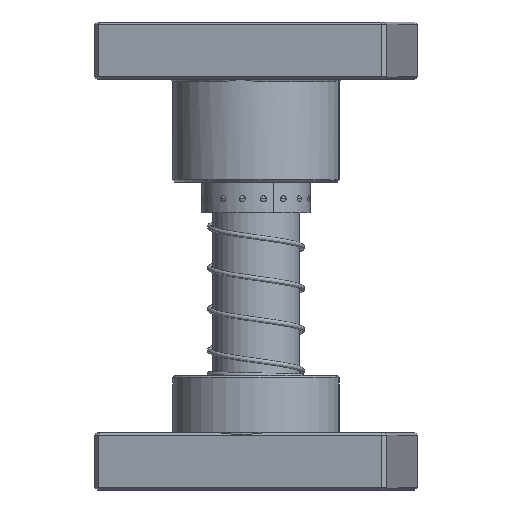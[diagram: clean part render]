
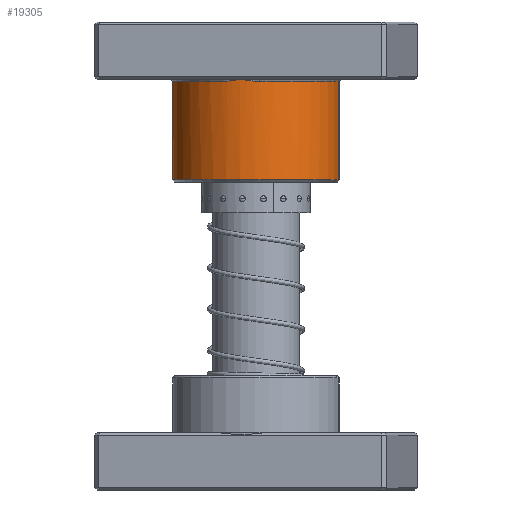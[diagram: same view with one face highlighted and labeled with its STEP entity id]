
A CAD part, front view. The second image highlights one B-rep face of the part: STEP entity #19305.
In plain terms, the highlighted cylindrical face has radius 36.5 mm (diameter 73 mm), a partial arc.
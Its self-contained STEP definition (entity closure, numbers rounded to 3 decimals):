
#748 = AXIS2_PLACEMENT_3D ( 'NONE', #32785, #36284, #29157 ) ;
#1721 = CIRCLE ( 'NONE', #31516, 36.5 ) ;
#2141 = DIRECTION ( 'NONE',  ( 1., 0., 0. ) ) ;
#2337 = CARTESIAN_POINT ( 'NONE',  ( 0.701, -36.495, 25.118 ) ) ;
#2679 = CARTESIAN_POINT ( 'NONE',  ( 36.5, 0., 26. ) ) ;
#3272 = B_SPLINE_CURVE_WITH_KNOTS ( 'NONE', 3,
 ( #26383, #40651, #2337, #26842, #5862, #30326, #9397, #33810, #12912, #37311, #16417, #40800 ),
 .UNSPECIFIED., .F., .F.,
 ( 4, 2, 2, 2, 2, 4 ),
 ( 0., 0.001, 0.002, 0.004, 0.006, 0.008 ),
 .UNSPECIFIED. ) ;
#3443 = AXIS2_PLACEMENT_3D ( 'NONE', #43984, #23174, #2141 ) ;
#4013 = CARTESIAN_POINT ( 'NONE',  ( -8.373, -35.527, 26. ) ) ;
#4329 = CARTESIAN_POINT ( 'NONE',  ( -36.5, 0., 26. ) ) ;
#4333 = ORIENTED_EDGE ( 'NONE', *, *, #23035, .T. ) ;
#4911 = VECTOR ( 'NONE', #15569, 1000. ) ;
#5862 = CARTESIAN_POINT ( 'NONE',  ( 1.75, -36.46, 25.291 ) ) ;
#7653 = DIRECTION ( 'NONE',  ( 0., 0., 1. ) ) ;
#8900 = CIRCLE ( 'NONE', #3443, 36.5 ) ;
#9397 = CARTESIAN_POINT ( 'NONE',  ( 3.495, -36.339, 25.565 ) ) ;
#9979 = VERTEX_POINT ( 'NONE', #38828 ) ;
#10235 = ORIENTED_EDGE ( 'NONE', *, *, #13170, .T. ) ;
#11413 = DIRECTION ( 'NONE',  ( 0., 0., -1. ) ) ;
#12698 = VERTEX_POINT ( 'NONE', #17221 ) ;
#12701 = ORIENTED_EDGE ( 'NONE', *, *, #17870, .F. ) ;
#12912 = CARTESIAN_POINT ( 'NONE',  ( 5.587, -36.077, 25.837 ) ) ;
#13170 = EDGE_CURVE ( 'NONE', #41965, #29482, #45206, .T. ) ;
#13505 = VECTOR ( 'NONE', #11413, 1000. ) ;
#13623 = VERTEX_POINT ( 'NONE', #2679 ) ;
#14218 = LINE ( 'NONE', #25431, #4911 ) ;
#15165 = ORIENTED_EDGE ( 'NONE', *, *, #33065, .T. ) ;
#15569 = DIRECTION ( 'NONE',  ( 0., 0., -1. ) ) ;
#16417 = CARTESIAN_POINT ( 'NONE',  ( 7.68, -35.69, 26. ) ) ;
#16959 = EDGE_CURVE ( 'NONE', #12698, #13623, #1721, .T. ) ;
#17221 = CARTESIAN_POINT ( 'NONE',  ( 8.373, -35.527, 26. ) ) ;
#17336 = CARTESIAN_POINT ( 'NONE',  ( -5.587, -36.077, 25.837 ) ) ;
#17539 = EDGE_LOOP ( 'NONE', ( #12701, #43546, #4333, #10235, #15165, #17908, #26061 ) ) ;
#17867 = LINE ( 'NONE', #28846, #13505 ) ;
#17870 = EDGE_CURVE ( 'NONE', #18670, #13623, #14218, .T. ) ;
#17908 = ORIENTED_EDGE ( 'NONE', *, *, #32973, .T. ) ;
#18670 = VERTEX_POINT ( 'NONE', #27447 ) ;
#19305 = ADVANCED_FACE ( 'NONE', ( #43760 ), #42659, .T. ) ;
#20821 = CARTESIAN_POINT ( 'NONE',  ( 0., 0., 26. ) ) ;
#20881 = CARTESIAN_POINT ( 'NONE',  ( -2.798, -36.42, 25.47 ) ) ;
#23035 = EDGE_CURVE ( 'NONE', #37747, #41965, #17867, .T. ) ;
#23174 = DIRECTION ( 'NONE',  ( 0., 0., -1. ) ) ;
#24355 = DIRECTION ( 'NONE',  ( 1., 0., 0. ) ) ;
#24410 = CARTESIAN_POINT ( 'NONE',  ( 0., -36.5, 25. ) ) ;
#25431 = CARTESIAN_POINT ( 'NONE',  ( 36.5, 0., 70. ) ) ;
#26061 = ORIENTED_EDGE ( 'NONE', *, *, #16959, .T. ) ;
#26383 = CARTESIAN_POINT ( 'NONE',  ( 0., -36.5, 25. ) ) ;
#26842 = CARTESIAN_POINT ( 'NONE',  ( 1.4, -36.475, 25.234 ) ) ;
#27444 = CARTESIAN_POINT ( 'NONE',  ( -7.68, -35.69, 26. ) ) ;
#27447 = CARTESIAN_POINT ( 'NONE',  ( 36.5, 0., 69. ) ) ;
#28571 = B_SPLINE_CURVE_WITH_KNOTS ( 'NONE', 3,
 ( #34424, #27444, #38233, #17336, #41712, #20881, #45185, #24410 ),
 .UNSPECIFIED., .F., .F.,
 ( 4, 2, 2, 4 ),
 ( 0., 0.002, 0.004, 0.009 ),
 .UNSPECIFIED. ) ;
#28590 = CARTESIAN_POINT ( 'NONE',  ( 0., 0., 26. ) ) ;
#28846 = CARTESIAN_POINT ( 'NONE',  ( -36.5, 0., 70. ) ) ;
#29157 = DIRECTION ( 'NONE',  ( -1., 0., 0. ) ) ;
#29482 = VERTEX_POINT ( 'NONE', #4013 ) ;
#30326 = CARTESIAN_POINT ( 'NONE',  ( 2.798, -36.399, 25.459 ) ) ;
#30735 = CARTESIAN_POINT ( 'NONE',  ( -36.5, 0., 69. ) ) ;
#31516 = AXIS2_PLACEMENT_3D ( 'NONE', #28590, #7653, #32080 ) ;
#32080 = DIRECTION ( 'NONE',  ( 1., 0., 0. ) ) ;
#32785 = CARTESIAN_POINT ( 'NONE',  ( 0., 0., 70. ) ) ;
#32973 = EDGE_CURVE ( 'NONE', #9979, #12698, #3272, .T. ) ;
#33065 = EDGE_CURVE ( 'NONE', #29482, #9979, #28571, .T. ) ;
#33242 = EDGE_CURVE ( 'NONE', #18670, #37747, #8900, .T. ) ;
#33810 = CARTESIAN_POINT ( 'NONE',  ( 4.89, -36.178, 25.754 ) ) ;
#34424 = CARTESIAN_POINT ( 'NONE',  ( -8.373, -35.527, 26. ) ) ;
#36284 = DIRECTION ( 'NONE',  ( 0., 0., -1. ) ) ;
#37311 = CARTESIAN_POINT ( 'NONE',  ( 6.984, -35.833, 25.96 ) ) ;
#37747 = VERTEX_POINT ( 'NONE', #30735 ) ;
#38233 = CARTESIAN_POINT ( 'NONE',  ( -6.984, -35.833, 25.96 ) ) ;
#38828 = CARTESIAN_POINT ( 'NONE',  ( 0., -36.5, 25. ) ) ;
#40651 = CARTESIAN_POINT ( 'NONE',  ( 0.349, -36.5, 25.059 ) ) ;
#40800 = CARTESIAN_POINT ( 'NONE',  ( 8.373, -35.527, 26. ) ) ;
#41712 = CARTESIAN_POINT ( 'NONE',  ( -4.89, -36.178, 25.754 ) ) ;
#41965 = VERTEX_POINT ( 'NONE', #4329 ) ;
#42659 = CYLINDRICAL_SURFACE ( 'NONE', #748, 36.5 ) ;
#43546 = ORIENTED_EDGE ( 'NONE', *, *, #33242, .T. ) ;
#43760 = FACE_OUTER_BOUND ( 'NONE', #17539, .T. ) ;
#43984 = CARTESIAN_POINT ( 'NONE',  ( 0., 0., 69. ) ) ;
#44753 = AXIS2_PLACEMENT_3D ( 'NONE', #20821, #45129, #24355 ) ;
#45129 = DIRECTION ( 'NONE',  ( 0., 0., 1. ) ) ;
#45185 = CARTESIAN_POINT ( 'NONE',  ( -1.403, -36.5, 25.235 ) ) ;
#45206 = CIRCLE ( 'NONE', #44753, 36.5 ) ;
